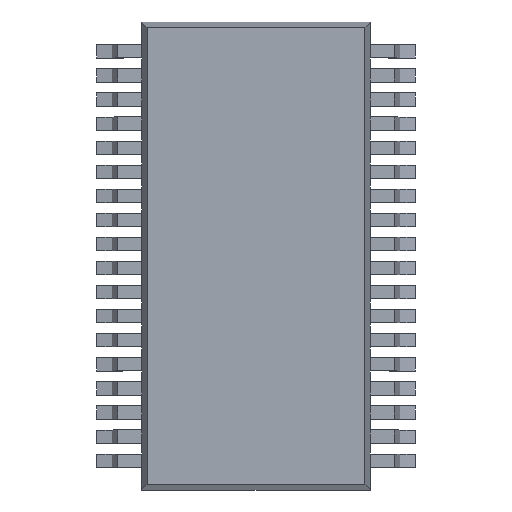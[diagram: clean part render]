
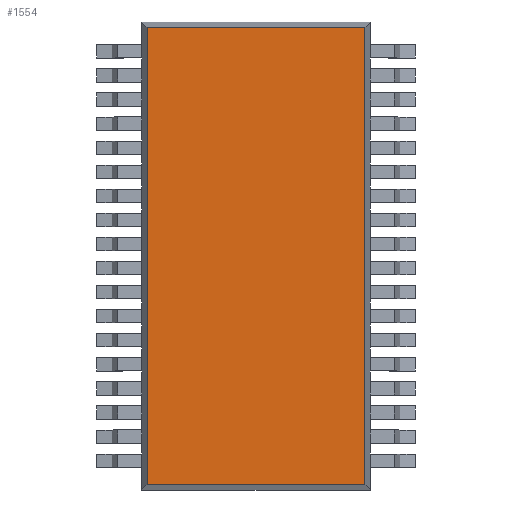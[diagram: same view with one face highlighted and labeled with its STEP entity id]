
A CAD part, top view. The second image highlights one B-rep face of the part: STEP entity #1554.
In plain terms, the highlighted planar face has unit normal (0, 0, 1).
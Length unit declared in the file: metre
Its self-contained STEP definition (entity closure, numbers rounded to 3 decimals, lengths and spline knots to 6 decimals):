
#1554 = ADVANCED_FACE( '', ( #4395 ), #4396, .F. );
#2282 = EDGE_CURVE( '', #5536, #5537, #5538, .T. );
#2572 = EDGE_CURVE( '', #5943, #5503, #5944, .T. );
#3182 = EDGE_CURVE( '', #5503, #5536, #6710, .T. );
#3730 = EDGE_CURVE( '', #5537, #5943, #7346, .T. );
#4395 = FACE_OUTER_BOUND( '', #8168, .T. );
#4396 = PLANE( '', #8169 );
#5503 = VERTEX_POINT( '', #9769 );
#5536 = VERTEX_POINT( '', #9816 );
#5537 = VERTEX_POINT( '', #9817 );
#5538 = LINE( '', #9818, #9819 );
#5943 = VERTEX_POINT( '', #10433 );
#5944 = LINE( '', #10434, #10435 );
#6710 = LINE( '', #11668, #11669 );
#7346 = LINE( '', #12700, #12701 );
#8168 = EDGE_LOOP( '', ( #13677, #13678, #13679, #13680 ) );
#8169 = AXIS2_PLACEMENT_3D( '', #13681, #13682, #13683 );
#9769 = CARTESIAN_POINT( '', ( -0.003616, 0.007596, 0.002629 ) );
#9816 = CARTESIAN_POINT( '', ( -0.003616, -0.007596, 0.002629 ) );
#9817 = CARTESIAN_POINT( '', ( 0.003626, -0.007596, 0.002629 ) );
#9818 = CARTESIAN_POINT( '', ( -0.003795, -0.007596, 0.002629 ) );
#9819 = VECTOR( '', #14921, 1. );
#10433 = CARTESIAN_POINT( '', ( 0.003626, 0.007596, 0.002629 ) );
#10434 = CARTESIAN_POINT( '', ( 0.003805, 0.007596, 0.002629 ) );
#10435 = VECTOR( '', #15374, 1. );
#11668 = CARTESIAN_POINT( '', ( -0.003616, 0.007775, 0.002629 ) );
#11669 = VECTOR( '', #16236, 1. );
#12700 = CARTESIAN_POINT( '', ( 0.003626, -0.007775, 0.002629 ) );
#12701 = VECTOR( '', #17170, 1. );
#13677 = ORIENTED_EDGE( '', *, *, #2282, .T. );
#13678 = ORIENTED_EDGE( '', *, *, #3730, .T. );
#13679 = ORIENTED_EDGE( '', *, *, #2572, .T. );
#13680 = ORIENTED_EDGE( '', *, *, #3182, .T. );
#13681 = CARTESIAN_POINT( '', ( 0.000005, 0., 0.002629 ) );
#13682 = DIRECTION( '', ( 0., 0., -1. ) );
#13683 = DIRECTION( '', ( 0., -1., 0. ) );
#14921 = DIRECTION( '', ( 1., 0., 0. ) );
#15374 = DIRECTION( '', ( -1., 0., 0. ) );
#16236 = DIRECTION( '', ( 0., -1., 0. ) );
#17170 = DIRECTION( '', ( 0., 1., 0. ) );
